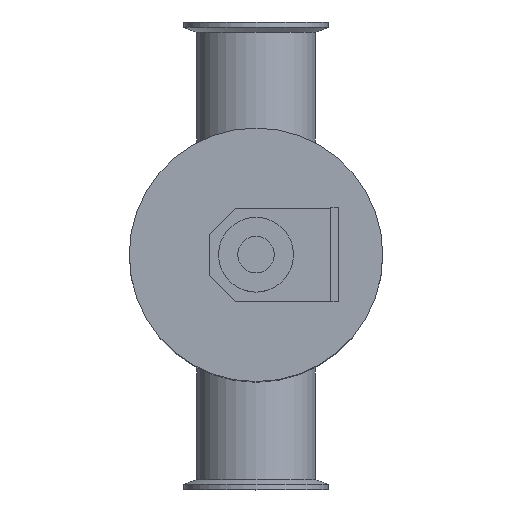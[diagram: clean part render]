
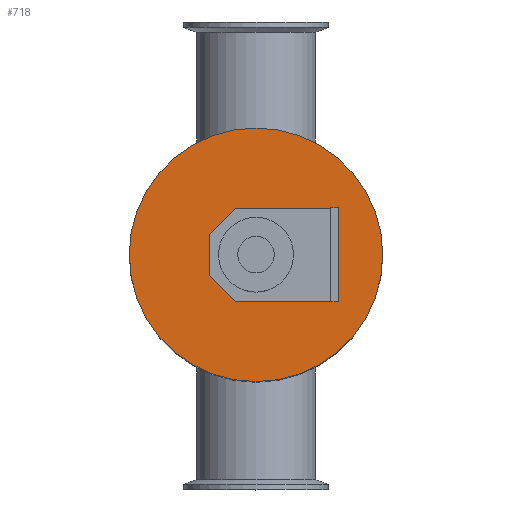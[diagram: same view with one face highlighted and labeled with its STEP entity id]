
A CAD part, top view. The second image highlights one B-rep face of the part: STEP entity #718.
In plain terms, the highlighted planar face has unit normal (0, 0, 1).
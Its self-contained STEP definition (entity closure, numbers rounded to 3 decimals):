
#177=FACE_OUTER_BOUND('',#236,.T.);
#236=EDGE_LOOP('',(#511));
#303=CIRCLE('',#847,67.75);
#348=VERTEX_POINT('',#1222);
#410=EDGE_CURVE('',#348,#348,#303,.T.);
#511=ORIENTED_EDGE('',*,*,#410,.F.);
#688=PLANE('',#846);
#718=ADVANCED_FACE('',(#177),#688,.T.);
#846=AXIS2_PLACEMENT_3D('',#1221,#973,#974);
#847=AXIS2_PLACEMENT_3D('',#1223,#975,#976);
#973=DIRECTION('center_axis',(0.,0.,1.));
#974=DIRECTION('ref_axis',(1.,0.,0.));
#975=DIRECTION('center_axis',(0.,0.,-1.));
#976=DIRECTION('ref_axis',(-1.,0.,0.));
#1221=CARTESIAN_POINT('Origin',(-33.875,0.,351.25));
#1222=CARTESIAN_POINT('',(67.75,0.,351.25));
#1223=CARTESIAN_POINT('Origin',(0.,0.,351.25));
